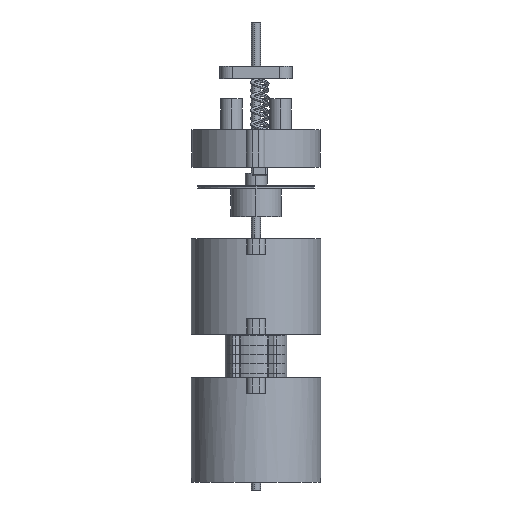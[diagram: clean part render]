
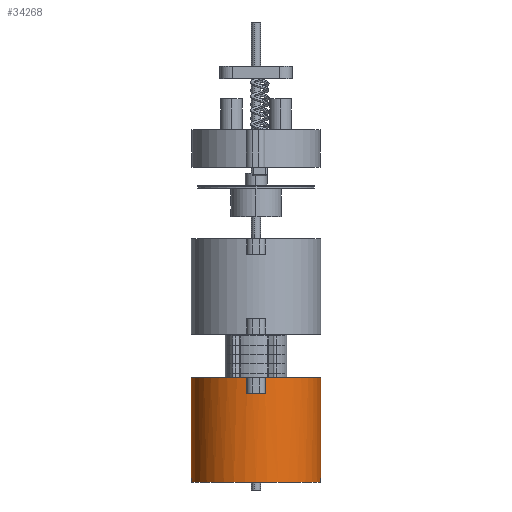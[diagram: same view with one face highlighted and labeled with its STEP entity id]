
A CAD part, front view. The second image highlights one B-rep face of the part: STEP entity #34268.
In plain terms, the highlighted cylindrical face has radius 21 mm (diameter 42.001 mm), a partial arc.
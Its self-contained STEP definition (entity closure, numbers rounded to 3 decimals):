
#291 = VERTEX_POINT ( 'NONE', #24358 ) ;
#522 = VERTEX_POINT ( 'NONE', #26743 ) ;
#631 = LINE ( 'NONE', #34129, #12404 ) ;
#1008 = CARTESIAN_POINT ( 'NONE',  ( -21., 0., 27. ) ) ;
#1412 = AXIS2_PLACEMENT_3D ( 'NONE', #31667, #23445, #34722 ) ;
#1694 = EDGE_CURVE ( 'NONE', #29476, #24685, #12722, .T. ) ;
#2384 = DIRECTION ( 'NONE',  ( 0., 0., -1. ) ) ;
#2786 = FACE_OUTER_BOUND ( 'NONE', #23961, .T. ) ;
#3373 = CARTESIAN_POINT ( 'NONE',  ( 21., 0., 27. ) ) ;
#3575 = VERTEX_POINT ( 'NONE', #16387 ) ;
#5198 = AXIS2_PLACEMENT_3D ( 'NONE', #16355, #29772, #29884 ) ;
#5446 = CARTESIAN_POINT ( 'NONE',  ( 3., 20.785, 27. ) ) ;
#6388 = DIRECTION ( 'NONE',  ( 0., 0., -1. ) ) ;
#6914 = EDGE_CURVE ( 'NONE', #522, #14992, #34933, .T. ) ;
#7094 = CARTESIAN_POINT ( 'NONE',  ( 3., 20.785, 27. ) ) ;
#9748 = DIRECTION ( 'NONE',  ( 0., 0., 1. ) ) ;
#9827 = VERTEX_POINT ( 'NONE', #26362 ) ;
#11539 = CARTESIAN_POINT ( 'NONE',  ( 0., 0., 27. ) ) ;
#11763 = ORIENTED_EDGE ( 'NONE', *, *, #28326, .F. ) ;
#11846 = VECTOR ( 'NONE', #6388, 1000. ) ;
#12123 = DIRECTION ( 'NONE',  ( 0., 0., -1. ) ) ;
#12156 = CIRCLE ( 'NONE', #19394, 21. ) ;
#12404 = VECTOR ( 'NONE', #12123, 1000. ) ;
#12573 = ORIENTED_EDGE ( 'NONE', *, *, #34381, .T. ) ;
#12632 = DIRECTION ( 'NONE',  ( 0., 0., 1. ) ) ;
#12722 = LINE ( 'NONE', #1008, #11846 ) ;
#13027 = CIRCLE ( 'NONE', #5198, 21. ) ;
#14056 = VECTOR ( 'NONE', #31761, 1000. ) ;
#14433 = CARTESIAN_POINT ( 'NONE',  ( 0., 0., 27. ) ) ;
#14979 = CARTESIAN_POINT ( 'NONE',  ( 0., 0., -7. ) ) ;
#14992 = VERTEX_POINT ( 'NONE', #5446 ) ;
#15333 = EDGE_CURVE ( 'NONE', #291, #3575, #631, .T. ) ;
#16355 = CARTESIAN_POINT ( 'NONE',  ( 0., 0., 22. ) ) ;
#16362 = CIRCLE ( 'NONE', #19115, 21. ) ;
#16387 = CARTESIAN_POINT ( 'NONE',  ( -3., 20.785, 22. ) ) ;
#16622 = EDGE_CURVE ( 'NONE', #291, #29476, #16362, .T. ) ;
#16626 = ORIENTED_EDGE ( 'NONE', *, *, #30394, .T. ) ;
#16683 = CYLINDRICAL_SURFACE ( 'NONE', #21818, 21. ) ;
#17199 = DIRECTION ( 'NONE',  ( 1., 0., 0. ) ) ;
#17454 = ORIENTED_EDGE ( 'NONE', *, *, #6914, .F. ) ;
#18744 = ORIENTED_EDGE ( 'NONE', *, *, #16622, .F. ) ;
#19115 = AXIS2_PLACEMENT_3D ( 'NONE', #14433, #12632, #17199 ) ;
#19394 = AXIS2_PLACEMENT_3D ( 'NONE', #14979, #9748, #28983 ) ;
#20007 = ORIENTED_EDGE ( 'NONE', *, *, #15333, .T. ) ;
#20626 = VECTOR ( 'NONE', #22497, 1000. ) ;
#21818 = AXIS2_PLACEMENT_3D ( 'NONE', #11539, #2384, #32581 ) ;
#21886 = LINE ( 'NONE', #3373, #20626 ) ;
#22497 = DIRECTION ( 'NONE',  ( 0., 0., -1. ) ) ;
#22849 = CARTESIAN_POINT ( 'NONE',  ( -21., 0., -7. ) ) ;
#23445 = DIRECTION ( 'NONE',  ( 0., 0., 1. ) ) ;
#23843 = ORIENTED_EDGE ( 'NONE', *, *, #1694, .F. ) ;
#23961 = EDGE_LOOP ( 'NONE', ( #17454, #28877, #16626, #23843, #18744, #20007, #11763, #12573 ) ) ;
#24358 = CARTESIAN_POINT ( 'NONE',  ( -3., 20.785, 27. ) ) ;
#24594 = EDGE_CURVE ( 'NONE', #522, #28036, #21886, .T. ) ;
#24685 = VERTEX_POINT ( 'NONE', #22849 ) ;
#24859 = LINE ( 'NONE', #7094, #14056 ) ;
#26362 = CARTESIAN_POINT ( 'NONE',  ( 3., 20.785, 22. ) ) ;
#26743 = CARTESIAN_POINT ( 'NONE',  ( 21., 0., 27. ) ) ;
#27723 = CARTESIAN_POINT ( 'NONE',  ( 21., 0., -7. ) ) ;
#28036 = VERTEX_POINT ( 'NONE', #27723 ) ;
#28326 = EDGE_CURVE ( 'NONE', #9827, #3575, #13027, .T. ) ;
#28877 = ORIENTED_EDGE ( 'NONE', *, *, #24594, .T. ) ;
#28983 = DIRECTION ( 'NONE',  ( 1., 0., 0. ) ) ;
#29476 = VERTEX_POINT ( 'NONE', #32574 ) ;
#29772 = DIRECTION ( 'NONE',  ( 0., 0., 1. ) ) ;
#29884 = DIRECTION ( 'NONE',  ( 1., 0., 0. ) ) ;
#30394 = EDGE_CURVE ( 'NONE', #28036, #24685, #12156, .T. ) ;
#31667 = CARTESIAN_POINT ( 'NONE',  ( 0., 0., 27. ) ) ;
#31761 = DIRECTION ( 'NONE',  ( 0., 0., 1. ) ) ;
#32574 = CARTESIAN_POINT ( 'NONE',  ( -21., 0., 27. ) ) ;
#32581 = DIRECTION ( 'NONE',  ( -1., 0., 0. ) ) ;
#34129 = CARTESIAN_POINT ( 'NONE',  ( -3., 20.785, 27. ) ) ;
#34268 = ADVANCED_FACE ( 'NONE', ( #2786 ), #16683, .T. ) ;
#34381 = EDGE_CURVE ( 'NONE', #9827, #14992, #24859, .T. ) ;
#34722 = DIRECTION ( 'NONE',  ( 1., 0., 0. ) ) ;
#34933 = CIRCLE ( 'NONE', #1412, 21. ) ;
